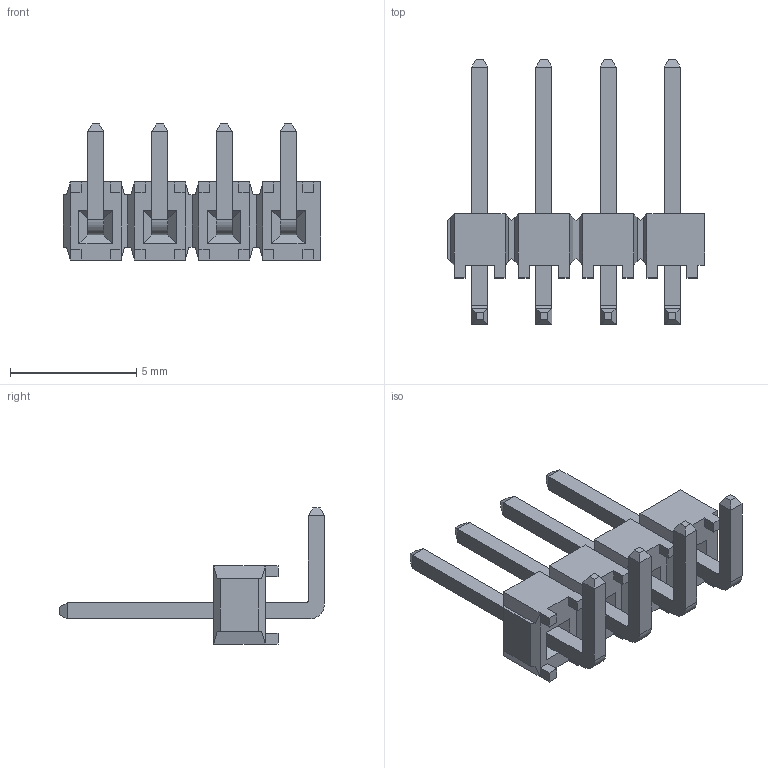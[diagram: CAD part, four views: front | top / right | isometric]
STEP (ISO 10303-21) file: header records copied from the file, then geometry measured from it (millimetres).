
FILE_DESCRIPTION (( 'STEP AP214' ), '1' );
FILE_NAME ('User Library-4 x Samtec-Header RightAngle 2_54mm Pitch.STEP', '2020-05-27T18:52:36', ( '' ), ( '' ), 'SwSTEP 2.0', 'SolidWorks 2019', '' );
FILE_SCHEMA (( 'AUTOMOTIVE_DESIGN' ));
Length unit declared in the file: millimetre
Products named in the file (1): User Library-4 x Samtec-Header RightAngle 2_54mm Pitch
Bounding box: 10.16 x 10.48 x 5.38 mm (x, y, z)
Volume: 78.9 mm3; surface area: 269.5 mm2
Topology: 1 solids, 1 shells, 238 faces, 610 edges, 382 vertices
Faces by surface type: plane 230, cylinder 8
Entity records: 9630 total; most frequent: CARTESIAN_POINT 1231, ORIENTED_EDGE 1220, DIRECTION 1104, EDGE_CURVE 610, VECTOR 594, LINE 594, VERTEX_POINT 382, AXIS2_PLACEMENT_3D 255
